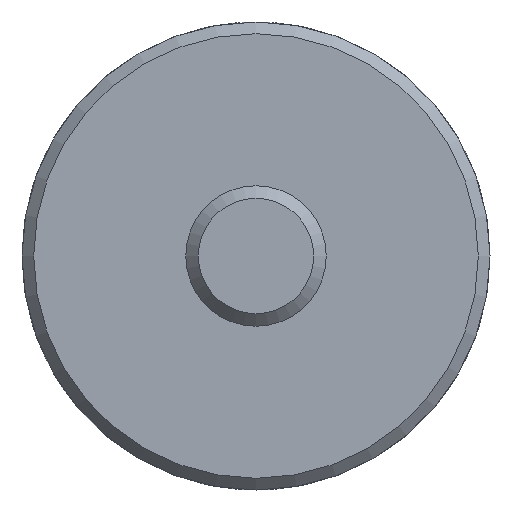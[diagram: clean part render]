
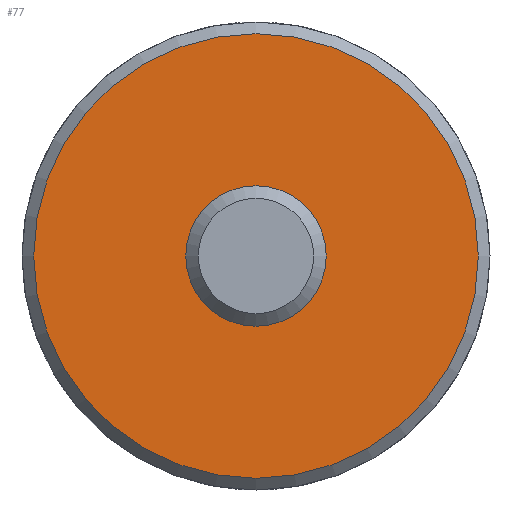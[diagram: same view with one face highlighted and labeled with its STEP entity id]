
A CAD part, front view. The second image highlights one B-rep face of the part: STEP entity #77.
In plain terms, the highlighted planar face has unit normal (0, -1, 0).
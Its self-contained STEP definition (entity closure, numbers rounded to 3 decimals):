
#77 = ADVANCED_FACE( '', ( #170, #171 ), #172, .F. );
#170 = FACE_OUTER_BOUND( '', #288, .T. );
#171 = FACE_BOUND( '', #289, .T. );
#172 = PLANE( '', #290 );
#288 = EDGE_LOOP( '', ( #433 ) );
#289 = EDGE_LOOP( '', ( #434 ) );
#290 = AXIS2_PLACEMENT_3D( '', #435, #436, #437 );
#433 = ORIENTED_EDGE( '', *, *, #620, .F. );
#434 = ORIENTED_EDGE( '', *, *, #593, .T. );
#435 = CARTESIAN_POINT( '', ( -4.7, 0., 0. ) );
#436 = DIRECTION( '', ( 0., 1., 0. ) );
#437 = DIRECTION( '', ( 0., 0., 1. ) );
#593 = EDGE_CURVE( '', #679, #679, #680, .T. );
#620 = EDGE_CURVE( '', #723, #723, #724, .T. );
#679 = VERTEX_POINT( '', #798 );
#680 = CIRCLE( '', #799, 4.7 );
#723 = VERTEX_POINT( '', #850 );
#724 = CIRCLE( '', #851, 19. );
#798 = CARTESIAN_POINT( '', ( 0., 0., 4.7 ) );
#799 = AXIS2_PLACEMENT_3D( '', #928, #929, #930 );
#850 = CARTESIAN_POINT( '', ( 0., 0., 19. ) );
#851 = AXIS2_PLACEMENT_3D( '', #966, #967, #968 );
#928 = CARTESIAN_POINT( '', ( 0., 0., 0. ) );
#929 = DIRECTION( '', ( 0., 1., 0. ) );
#930 = DIRECTION( '', ( 0., 0., 1. ) );
#966 = CARTESIAN_POINT( '', ( 0., 0., 0. ) );
#967 = DIRECTION( '', ( 0., 1., 0. ) );
#968 = DIRECTION( '', ( 0., 0., 1. ) );
